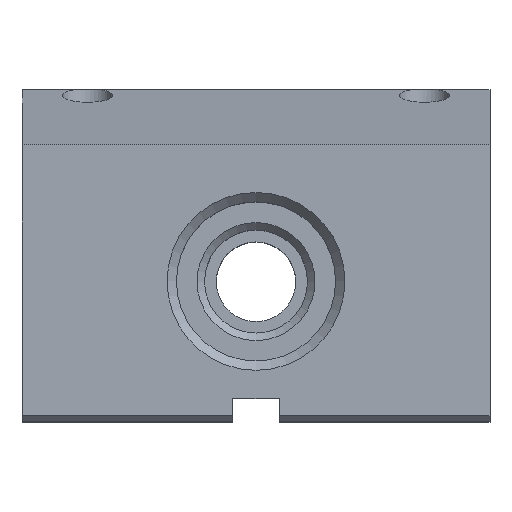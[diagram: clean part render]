
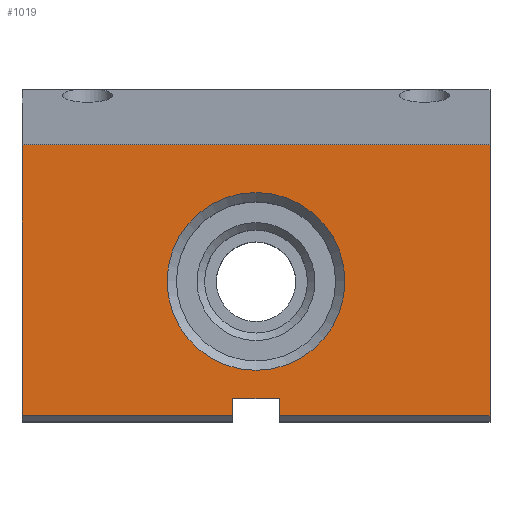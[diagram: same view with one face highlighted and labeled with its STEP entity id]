
A CAD part, top view. The second image highlights one B-rep face of the part: STEP entity #1019.
In plain terms, the highlighted planar face has unit normal (0, 0, 1).
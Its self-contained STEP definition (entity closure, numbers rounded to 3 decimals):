
#1019 = ADVANCED_FACE( '', ( #2039, #2040 ), #2041, .F. );
#2039 = FACE_BOUND( '', #3047, .T. );
#2040 = FACE_OUTER_BOUND( '', #3048, .T. );
#2041 = PLANE( '', #3049 );
#3047 = EDGE_LOOP( '', ( #6180 ) );
#3048 = EDGE_LOOP( '', ( #6181, #6182, #6183, #6184, #6185, #6186, #6187, #6188 ) );
#3049 = AXIS2_PLACEMENT_3D( '', #6189, #6190, #6191 );
#6180 = ORIENTED_EDGE( '', *, *, #7421, .T. );
#6181 = ORIENTED_EDGE( '', *, *, #6793, .T. );
#6182 = ORIENTED_EDGE( '', *, *, #7391, .F. );
#6183 = ORIENTED_EDGE( '', *, *, #7333, .F. );
#6184 = ORIENTED_EDGE( '', *, *, #7254, .F. );
#6185 = ORIENTED_EDGE( '', *, *, #6958, .F. );
#6186 = ORIENTED_EDGE( '', *, *, #6439, .F. );
#6187 = ORIENTED_EDGE( '', *, *, #7481, .F. );
#6188 = ORIENTED_EDGE( '', *, *, #7448, .T. );
#6189 = CARTESIAN_POINT( '', ( 25., 17.75, 12.5 ) );
#6190 = DIRECTION( '', ( 0., 0., -1. ) );
#6191 = DIRECTION( '', ( 0., 1., 0. ) );
#6439 = EDGE_CURVE( '', #7857, #7859, #7860, .T. );
#6793 = EDGE_CURVE( '', #8444, #8442, #8445, .T. );
#6958 = EDGE_CURVE( '', #7859, #8696, #8697, .T. );
#7254 = EDGE_CURVE( '', #8696, #9107, #9110, .T. );
#7333 = EDGE_CURVE( '', #9107, #9210, #9211, .T. );
#7391 = EDGE_CURVE( '', #9210, #8442, #9278, .T. );
#7421 = EDGE_CURVE( '', #9310, #9310, #9311, .T. );
#7448 = EDGE_CURVE( '', #9339, #8444, #9340, .T. );
#7481 = EDGE_CURVE( '', #9339, #7857, #9374, .T. );
#7857 = VERTEX_POINT( '', #9929 );
#7859 = VERTEX_POINT( '', #9932 );
#7860 = LINE( '', #9933, #9934 );
#8442 = VERTEX_POINT( '', #10801 );
#8444 = VERTEX_POINT( '', #10804 );
#8445 = LINE( '', #10805, #10806 );
#8696 = VERTEX_POINT( '', #11179 );
#8697 = LINE( '', #11180, #11181 );
#9107 = VERTEX_POINT( '', #11769 );
#9110 = LINE( '', #11774, #11775 );
#9210 = VERTEX_POINT( '', #11930 );
#9211 = LINE( '', #11931, #11932 );
#9278 = LINE( '', #12041, #12042 );
#9310 = VERTEX_POINT( '', #12096 );
#9311 = CIRCLE( '', #12097, 9.5 );
#9339 = VERTEX_POINT( '', #12132 );
#9340 = LINE( '', #12133, #12134 );
#9374 = LINE( '', #12175, #12176 );
#9929 = CARTESIAN_POINT( '', ( 25., -17.1, 12.5 ) );
#9932 = CARTESIAN_POINT( '', ( 2.5, -17.1, 12.5 ) );
#9933 = CARTESIAN_POINT( '', ( 25., -17.1, 12.5 ) );
#9934 = VECTOR( '', #12388, 1000. );
#10801 = CARTESIAN_POINT( '', ( -25., -17.1, 12.5 ) );
#10804 = CARTESIAN_POINT( '', ( -25., 11.85, 12.5 ) );
#10805 = CARTESIAN_POINT( '', ( -25., 17.75, 12.5 ) );
#10806 = VECTOR( '', #12785, 1000. );
#11179 = CARTESIAN_POINT( '', ( 2.5, -15.25, 12.5 ) );
#11180 = CARTESIAN_POINT( '', ( 2.5, -17.75, 12.5 ) );
#11181 = VECTOR( '', #12926, 1000. );
#11769 = CARTESIAN_POINT( '', ( -2.5, -15.25, 12.5 ) );
#11774 = CARTESIAN_POINT( '', ( 2.5, -15.25, 12.5 ) );
#11775 = VECTOR( '', #13188, 1000. );
#11930 = CARTESIAN_POINT( '', ( -2.5, -17.1, 12.5 ) );
#11931 = CARTESIAN_POINT( '', ( -2.5, -15.25, 12.5 ) );
#11932 = VECTOR( '', #13253, 1000. );
#12041 = CARTESIAN_POINT( '', ( 25., -17.1, 12.5 ) );
#12042 = VECTOR( '', #13299, 1000. );
#12096 = CARTESIAN_POINT( '', ( 0., 6.75, 12.5 ) );
#12097 = AXIS2_PLACEMENT_3D( '', #13328, #13329, #13330 );
#12132 = CARTESIAN_POINT( '', ( 25., 11.85, 12.5 ) );
#12133 = CARTESIAN_POINT( '', ( 25., 11.85, 12.5 ) );
#12134 = VECTOR( '', #13347, 1000. );
#12175 = CARTESIAN_POINT( '', ( 25., 17.75, 12.5 ) );
#12176 = VECTOR( '', #13355, 1000. );
#12388 = DIRECTION( '', ( -1., 0., 0. ) );
#12785 = DIRECTION( '', ( 0., -1., 0. ) );
#12926 = DIRECTION( '', ( 0., 1., 0. ) );
#13188 = DIRECTION( '', ( -1., 0., 0. ) );
#13253 = DIRECTION( '', ( 0., -1., 0. ) );
#13299 = DIRECTION( '', ( -1., 0., 0. ) );
#13328 = CARTESIAN_POINT( '', ( 0., -2.75, 12.5 ) );
#13329 = DIRECTION( '', ( 0., 0., -1. ) );
#13330 = DIRECTION( '', ( 0., 1., 0. ) );
#13347 = DIRECTION( '', ( -1., 0., 0. ) );
#13355 = DIRECTION( '', ( 0., -1., 0. ) );
